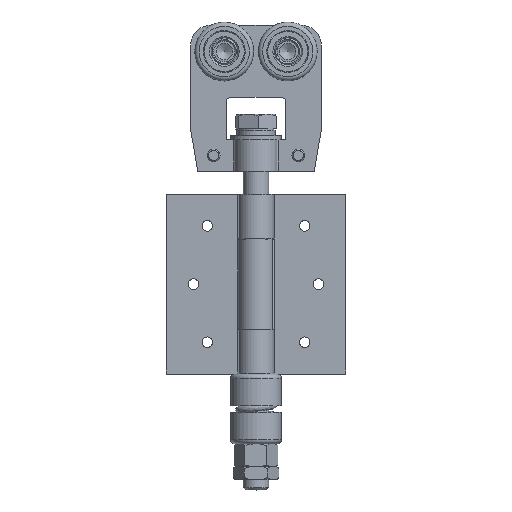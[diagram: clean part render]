
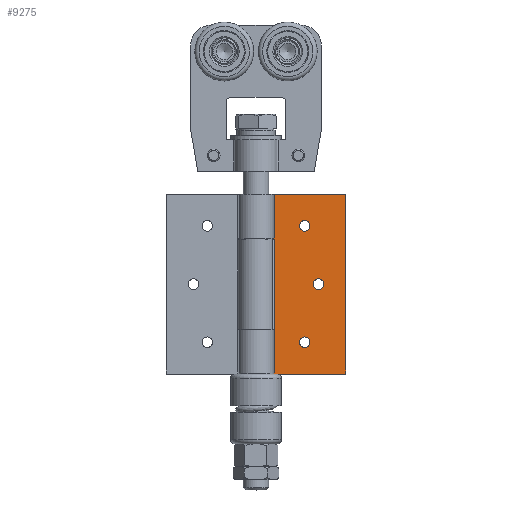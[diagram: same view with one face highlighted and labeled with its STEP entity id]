
A CAD part, top view. The second image highlights one B-rep face of the part: STEP entity #9275.
In plain terms, the highlighted planar face has unit normal (0, 0, 1).
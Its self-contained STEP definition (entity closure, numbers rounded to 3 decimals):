
#664=LINE('',#15949,#1237);
#667=LINE('',#15956,#1240);
#680=LINE('',#15988,#1253);
#682=LINE('',#15992,#1255);
#683=LINE('',#15994,#1256);
#684=LINE('',#15995,#1257);
#1237=VECTOR('',#12293,10.);
#1240=VECTOR('',#12298,10.);
#1253=VECTOR('',#12329,10.);
#1255=VECTOR('',#12333,10.);
#1256=VECTOR('',#12336,10.);
#1257=VECTOR('',#12337,10.);
#1735=FACE_BOUND('',#2692,.T.);
#1736=FACE_BOUND('',#2693,.T.);
#1737=FACE_BOUND('',#2694,.T.);
#2068=FACE_OUTER_BOUND('',#2691,.T.);
#2691=EDGE_LOOP('',(#6874,#6875,#6876,#6877,#6878,#6879));
#2692=EDGE_LOOP('',(#6880));
#2693=EDGE_LOOP('',(#6881));
#2694=EDGE_LOOP('',(#6882));
#3292=CIRCLE('',#10246,2.5);
#3295=CIRCLE('',#10251,2.5);
#3298=CIRCLE('',#10256,2.5);
#3995=VERTEX_POINT('',#15909);
#3998=VERTEX_POINT('',#15919);
#4001=VERTEX_POINT('',#15929);
#4002=VERTEX_POINT('',#15933);
#4009=VERTEX_POINT('',#15948);
#4011=VERTEX_POINT('',#15954);
#4012=VERTEX_POINT('',#15955);
#4022=VERTEX_POINT('',#15986);
#4023=VERTEX_POINT('',#15990);
#4999=EDGE_CURVE('',#3995,#3995,#3292,.T.);
#5004=EDGE_CURVE('',#3998,#3998,#3295,.T.);
#5009=EDGE_CURVE('',#4001,#4001,#3298,.T.);
#5017=EDGE_CURVE('',#4002,#4009,#664,.T.);
#5020=EDGE_CURVE('',#4011,#4012,#667,.T.);
#5037=EDGE_CURVE('',#4011,#4022,#680,.T.);
#5039=EDGE_CURVE('',#4022,#4023,#682,.T.);
#5040=EDGE_CURVE('',#4023,#4009,#683,.T.);
#5041=EDGE_CURVE('',#4012,#4002,#684,.T.);
#6874=ORIENTED_EDGE('',*,*,#5040,.T.);
#6875=ORIENTED_EDGE('',*,*,#5017,.F.);
#6876=ORIENTED_EDGE('',*,*,#5041,.F.);
#6877=ORIENTED_EDGE('',*,*,#5020,.F.);
#6878=ORIENTED_EDGE('',*,*,#5037,.T.);
#6879=ORIENTED_EDGE('',*,*,#5039,.T.);
#6880=ORIENTED_EDGE('',*,*,#4999,.T.);
#6881=ORIENTED_EDGE('',*,*,#5004,.T.);
#6882=ORIENTED_EDGE('',*,*,#5009,.T.);
#8256=PLANE('',#10274);
#9275=ADVANCED_FACE('',(#2068,#1735,#1736,#1737),#8256,.T.);
#10246=AXIS2_PLACEMENT_3D('',#15911,#12252,#12253);
#10251=AXIS2_PLACEMENT_3D('',#15921,#12264,#12265);
#10256=AXIS2_PLACEMENT_3D('',#15931,#12276,#12277);
#10274=AXIS2_PLACEMENT_3D('',#15993,#12334,#12335);
#12252=DIRECTION('center_axis',(0.,0.,
-1.));
#12253=DIRECTION('ref_axis',(-1.,0.,0.));
#12264=DIRECTION('center_axis',(0.,0.,
-1.));
#12265=DIRECTION('ref_axis',(-1.,0.,0.));
#12276=DIRECTION('center_axis',(0.,0.,
-1.));
#12277=DIRECTION('ref_axis',(-1.,0.,0.));
#12293=DIRECTION('',(0.,1.,0.));
#12298=DIRECTION('',(0.,1.,0.));
#12329=DIRECTION('',(1.,0.,0.));
#12333=DIRECTION('',(0.,1.,0.));
#12334=DIRECTION('center_axis',(0.,0.,
1.));
#12335=DIRECTION('ref_axis',(0.,1.,0.));
#12336=DIRECTION('',(-1.,0.,0.));
#12337=DIRECTION('',(0.,1.,0.));
#15909=CARTESIAN_POINT('',(226.885,396.892,118.096));
#15911=CARTESIAN_POINT('Origin',(224.385,396.892,118.096));
#15919=CARTESIAN_POINT('',(220.385,424.392,118.096));
#15921=CARTESIAN_POINT('Origin',(217.885,424.392,118.096));
#15929=CARTESIAN_POINT('',(220.385,369.392,118.096));
#15931=CARTESIAN_POINT('Origin',(217.885,369.392,118.096));
#15933=CARTESIAN_POINT('',(203.502,418.192,118.096));
#15948=CARTESIAN_POINT('',(203.502,439.392,118.096));
#15949=CARTESIAN_POINT('',(203.502,354.392,118.096));
#15954=CARTESIAN_POINT('',(203.502,354.392,118.096));
#15955=CARTESIAN_POINT('',(203.502,375.592,118.096));
#15956=CARTESIAN_POINT('',(203.502,354.392,118.096));
#15986=CARTESIAN_POINT('',(237.385,354.392,118.096));
#15988=CARTESIAN_POINT('',(203.502,354.392,118.096));
#15990=CARTESIAN_POINT('',(237.385,439.392,118.096));
#15992=CARTESIAN_POINT('',(237.385,354.392,118.096));
#15993=CARTESIAN_POINT('Origin',(237.385,354.392,118.096));
#15994=CARTESIAN_POINT('',(203.502,439.392,118.096));
#15995=CARTESIAN_POINT('',(203.502,354.392,118.096));
